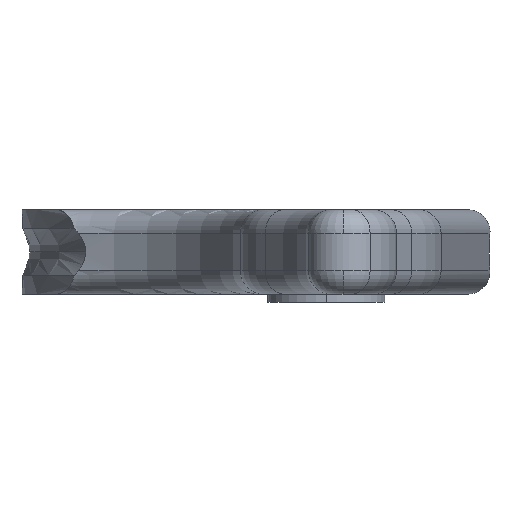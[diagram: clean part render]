
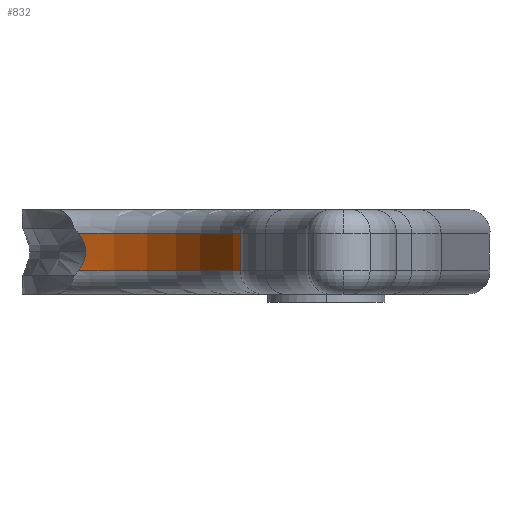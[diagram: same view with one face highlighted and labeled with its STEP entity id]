
A CAD part, left-side view. The second image highlights one B-rep face of the part: STEP entity #832.
In plain terms, the highlighted cylindrical face has radius 10 mm (diameter 20 mm), a partial arc.
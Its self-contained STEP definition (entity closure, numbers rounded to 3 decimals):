
#52 = B_SPLINE_CURVE_WITH_KNOTS ( 'NONE', 3,
 ( #54, #963, #1284, #1421, #403, #706 ),
 .UNSPECIFIED., .F., .F.,
 ( 4, 2, 4 ),
 ( 0., 0.001, 0.001 ),
 .UNSPECIFIED. ) ;
#54 = CARTESIAN_POINT ( 'NONE',  ( 18.245, 10.58, 2.6 ) ) ;
#108 = EDGE_CURVE ( 'NONE', #807, #511, #52, .T. ) ;
#156 = CARTESIAN_POINT ( 'NONE',  ( 18.154, 10.311, 1.508 ) ) ;
#176 = CARTESIAN_POINT ( 'NONE',  ( 8.725, 13.642, 1. ) ) ;
#178 = DIRECTION ( 'NONE',  ( 0., 0., 1. ) ) ;
#179 = AXIS2_PLACEMENT_3D ( 'NONE', #592, #375, #292 ) ;
#261 = CYLINDRICAL_SURFACE ( 'NONE', #179, 10. ) ;
#292 = DIRECTION ( 'NONE',  ( -1., 0., 0. ) ) ;
#311 = DIRECTION ( 'NONE',  ( 0., 0., 1. ) ) ;
#356 = ORIENTED_EDGE ( 'NONE', *, *, #562, .T. ) ;
#375 = DIRECTION ( 'NONE',  ( 0., 0., -1. ) ) ;
#396 = CARTESIAN_POINT ( 'NONE',  ( 18.217, 10.493, 1.113 ) ) ;
#403 = CARTESIAN_POINT ( 'NONE',  ( 18.143, 10.28, 1.945 ) ) ;
#431 = CIRCLE ( 'NONE', #1239, 10. ) ;
#511 = VERTEX_POINT ( 'NONE', #1391 ) ;
#523 = EDGE_LOOP ( 'NONE', ( #527, #1160, #694, #639, #356 ) ) ;
#527 = ORIENTED_EDGE ( 'NONE', *, *, #1064, .T. ) ;
#562 = EDGE_CURVE ( 'NONE', #1445, #863, #1363, .T. ) ;
#592 = CARTESIAN_POINT ( 'NONE',  ( 8.725, 13.642, 3.6 ) ) ;
#608 = CARTESIAN_POINT ( 'NONE',  ( 18.191, 10.418, 1.238 ) ) ;
#632 = CARTESIAN_POINT ( 'NONE',  ( 8.083, 3.663, 1. ) ) ;
#639 = ORIENTED_EDGE ( 'NONE', *, *, #1379, .T. ) ;
#643 = DIRECTION ( 'NONE',  ( -1., 0., 0. ) ) ;
#694 = ORIENTED_EDGE ( 'NONE', *, *, #108, .T. ) ;
#698 = VECTOR ( 'NONE', #311, 1000. ) ;
#706 = CARTESIAN_POINT ( 'NONE',  ( 18.143, 10.28, 1.8 ) ) ;
#715 = CARTESIAN_POINT ( 'NONE',  ( 18.143, 10.28, 1.8 ) ) ;
#807 = VERTEX_POINT ( 'NONE', #1455 ) ;
#827 = DIRECTION ( 'NONE',  ( -1., 0., 0. ) ) ;
#832 = ADVANCED_FACE ( 'NONE', ( #1196 ), #261, .F. ) ;
#863 = VERTEX_POINT ( 'NONE', #632 ) ;
#906 = AXIS2_PLACEMENT_3D ( 'NONE', #176, #1190, #643 ) ;
#963 = CARTESIAN_POINT ( 'NONE',  ( 18.217, 10.493, 2.487 ) ) ;
#991 = CARTESIAN_POINT ( 'NONE',  ( 18.245, 10.58, 1. ) ) ;
#1017 = LINE ( 'NONE', #1462, #698 ) ;
#1018 = VERTEX_POINT ( 'NONE', #1347 ) ;
#1032 = B_SPLINE_CURVE_WITH_KNOTS ( 'NONE', 3,
 ( #715, #1415, #156, #608, #396, #1066 ),
 .UNSPECIFIED., .F., .F.,
 ( 4, 2, 4 ),
 ( 0.001, 0.002, 0.002 ),
 .UNSPECIFIED. ) ;
#1064 = EDGE_CURVE ( 'NONE', #863, #1018, #1017, .T. ) ;
#1066 = CARTESIAN_POINT ( 'NONE',  ( 18.245, 10.58, 1. ) ) ;
#1160 = ORIENTED_EDGE ( 'NONE', *, *, #1293, .T. ) ;
#1190 = DIRECTION ( 'NONE',  ( 0., 0., -1. ) ) ;
#1196 = FACE_OUTER_BOUND ( 'NONE', #523, .T. ) ;
#1239 = AXIS2_PLACEMENT_3D ( 'NONE', #1410, #178, #827 ) ;
#1284 = CARTESIAN_POINT ( 'NONE',  ( 18.191, 10.417, 2.361 ) ) ;
#1293 = EDGE_CURVE ( 'NONE', #1018, #807, #431, .T. ) ;
#1347 = CARTESIAN_POINT ( 'NONE',  ( 8.083, 3.663, 2.6 ) ) ;
#1363 = CIRCLE ( 'NONE', #906, 10. ) ;
#1379 = EDGE_CURVE ( 'NONE', #511, #1445, #1032, .T. ) ;
#1391 = CARTESIAN_POINT ( 'NONE',  ( 18.143, 10.28, 1.8 ) ) ;
#1410 = CARTESIAN_POINT ( 'NONE',  ( 8.725, 13.642, 2.6 ) ) ;
#1415 = CARTESIAN_POINT ( 'NONE',  ( 18.143, 10.28, 1.655 ) ) ;
#1421 = CARTESIAN_POINT ( 'NONE',  ( 18.154, 10.311, 2.092 ) ) ;
#1445 = VERTEX_POINT ( 'NONE', #991 ) ;
#1455 = CARTESIAN_POINT ( 'NONE',  ( 18.245, 10.58, 2.6 ) ) ;
#1462 = CARTESIAN_POINT ( 'NONE',  ( 8.083, 3.663, 1.625 ) ) ;
